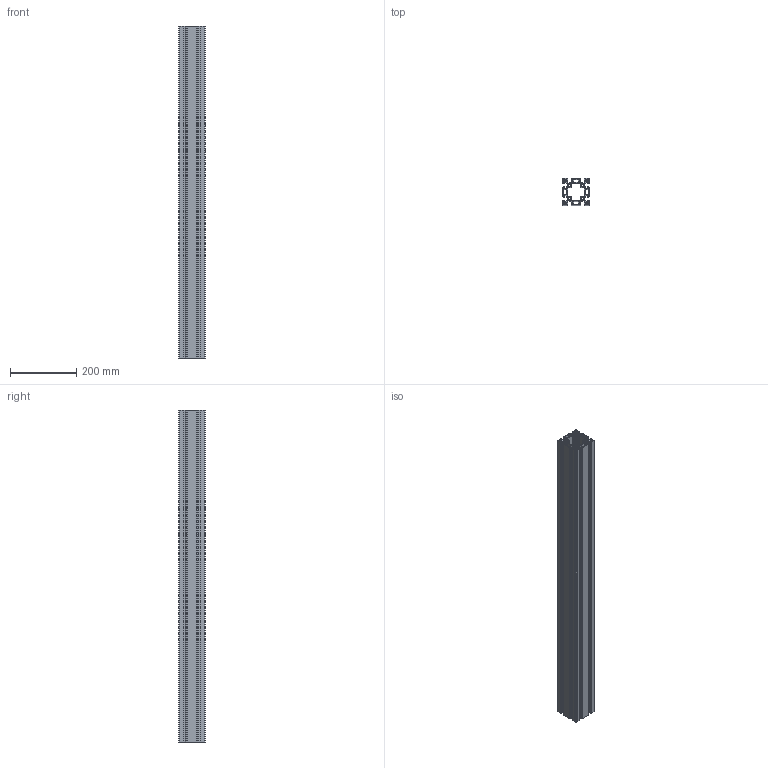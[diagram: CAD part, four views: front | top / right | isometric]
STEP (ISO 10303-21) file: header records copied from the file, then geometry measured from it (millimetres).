
FILE_DESCRIPTION (( 'STEP AP203' ), '1' );
FILE_NAME ('80X80 AÐIR.STEP', '2015-10-27T07:47:43', ( '' ), ( '' ), 'SwSTEP 2.0', 'SolidWorks 2015', '' );
FILE_SCHEMA (( 'CONFIG_CONTROL_DESIGN' ));
Length unit declared in the file: millimetre
Products named in the file (1): 80X80 A粁R
Bounding box: 80 x 80 x 1000 mm (x, y, z)
Volume: 1777474.5 mm3; surface area: 1434319.4 mm2
Topology: 1 solids, 1 shells, 740 faces, 2214 edges, 1476 vertices
Faces by surface type: plane 394, cylinder 346
Entity records: 25199 total; most frequent: CARTESIAN_POINT 4431, ORIENTED_EDGE 4428, DIRECTION 4388, EDGE_CURVE 2214, VECTOR 1522, LINE 1522, VERTEX_POINT 1476, AXIS2_PLACEMENT_3D 1433
